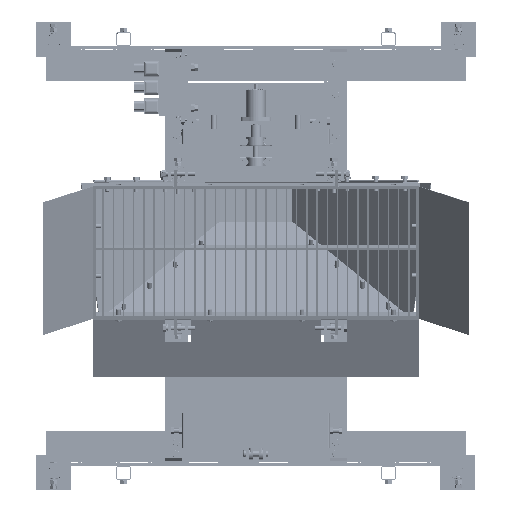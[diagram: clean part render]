
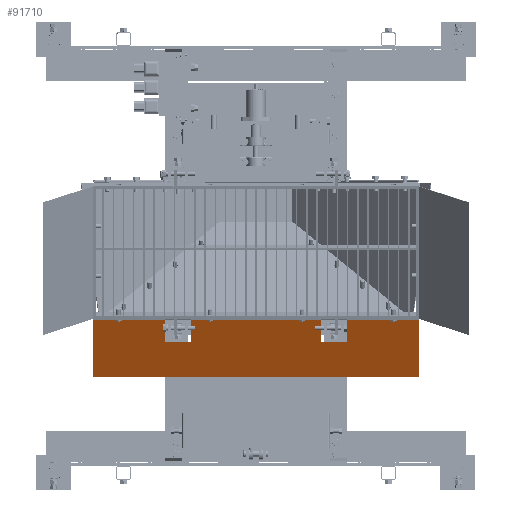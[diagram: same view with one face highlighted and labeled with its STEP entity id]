
A CAD part, top view. The second image highlights one B-rep face of the part: STEP entity #91710.
In plain terms, the highlighted planar face has unit normal (0, -0.481, 0.876).
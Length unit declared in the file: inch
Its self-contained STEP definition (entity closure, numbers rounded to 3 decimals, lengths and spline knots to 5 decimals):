
#34869=VERTEX_POINT('',#148870);
#34870=VERTEX_POINT('',#148871);
#34885=VERTEX_POINT('',#148902);
#34892=VERTEX_POINT('',#148921);
#34894=VERTEX_POINT('',#148925);
#34895=VERTEX_POINT('',#148926);
#34904=VERTEX_POINT('',#148954);
#34908=VERTEX_POINT('',#148963);
#34909=VERTEX_POINT('',#148967);
#34914=VERTEX_POINT('',#148981);
#34915=VERTEX_POINT('',#148983);
#34916=VERTEX_POINT('',#148988);
#41763=VECTOR('',#114590,1.);
#41777=VECTOR('',#114608,1.);
#41782=VECTOR('',#114627,1.);
#41784=VECTOR('',#114634,1.);
#41799=VECTOR('',#114657,1.);
#41800=VECTOR('',#114659,1.);
#41805=VECTOR('',#114665,1.);
#41807=VECTOR('',#114670,1.);
#41809=VECTOR('',#114673,1.);
#41810=VECTOR('',#114674,1.);
#48669=LINE('',#148869,#41763);
#48683=LINE('',#148903,#41777);
#48688=LINE('',#148922,#41782);
#48690=LINE('',#148932,#41784);
#48705=LINE('',#148964,#41799);
#48706=LINE('',#148966,#41800);
#48711=LINE('',#148977,#41805);
#48713=LINE('',#148982,#41807);
#48715=LINE('',#148986,#41809);
#48716=LINE('',#148987,#41810);
#58585=EDGE_CURVE('',#34869,#34870,#48669,.T.);
#58602=EDGE_CURVE('',#34870,#34885,#48683,.T.);
#58613=EDGE_CURVE('',#34892,#34885,#48688,.T.);
#58615=EDGE_CURVE('',#34894,#34895,#48688,.T.);
#58619=EDGE_CURVE('',#34894,#34869,#48690,.T.);
#58638=EDGE_CURVE('',#34904,#34908,#48705,.T.);
#58639=EDGE_CURVE('',#34908,#34909,#48706,.T.);
#58648=EDGE_CURVE('',#34909,#34895,#48711,.T.);
#58651=EDGE_CURVE('',#34914,#34915,#48713,.T.);
#58653=EDGE_CURVE('',#34915,#34892,#48715,.T.);
#58654=EDGE_CURVE('',#34916,#34914,#48716,.T.);
#58655=EDGE_CURVE('',#34904,#34916,#48688,.T.);
#78445=ORIENTED_EDGE('',*,*,#58602,.T.);
#78446=ORIENTED_EDGE('',*,*,#58613,.F.);
#78447=ORIENTED_EDGE('',*,*,#58653,.F.);
#78448=ORIENTED_EDGE('',*,*,#58651,.F.);
#78449=ORIENTED_EDGE('',*,*,#58654,.F.);
#78450=ORIENTED_EDGE('',*,*,#58655,.F.);
#78451=ORIENTED_EDGE('',*,*,#58638,.T.);
#78452=ORIENTED_EDGE('',*,*,#58639,.T.);
#78453=ORIENTED_EDGE('',*,*,#58648,.T.);
#78454=ORIENTED_EDGE('',*,*,#58615,.F.);
#78455=ORIENTED_EDGE('',*,*,#58619,.T.);
#78456=ORIENTED_EDGE('',*,*,#58585,.T.);
#83231=EDGE_LOOP('',(#78445,#78446,#78447,#78448,#78449,#78450,#78451,#78452,
#78453,#78454,#78455,#78456));
#87841=FACE_BOUND('',#83231,.T.);
#91710=ADVANCED_FACE('',(#87841),#151696,.T.);
#97867=AXIS2_PLACEMENT_3D('',#148985,#114672,$);
#114590=DIRECTION('',(-1.,0.,0.));
#114608=DIRECTION('',(0.,0.876,0.481));
#114627=DIRECTION('',(1.,0.,0.));
#114634=DIRECTION('',(0.,-0.876,-0.481));
#114657=DIRECTION('',(0.,-0.876,-0.481));
#114659=DIRECTION('',(-1.,0.,0.));
#114665=DIRECTION('',(0.,0.876,0.481));
#114670=DIRECTION('',(-1.,0.,0.));
#114672=DIRECTION('',(0.,-0.481,0.876));
#114673=DIRECTION('',(0.,0.876,0.481));
#114674=DIRECTION('',(0.,-0.876,-0.481));
#148869=CARTESIAN_POINT('',(-17.00212,-61.28178,163.78114));
#148870=CARTESIAN_POINT('',(-28.28925,-61.28178,163.78114));
#148871=CARTESIAN_POINT('',(-39.71925,-61.28178,163.78114));
#148902=CARTESIAN_POINT('',(-39.71925,-49.85513,170.0577));
#148903=CARTESIAN_POINT('',(-39.71925,-59.32106,164.85815));
#148921=CARTESIAN_POINT('',(-71.12,-49.85513,170.0577));
#148922=CARTESIAN_POINT('',(0.,-49.85513,170.0577));
#148925=CARTESIAN_POINT('',(-28.28925,-49.85513,170.0577));
#148926=CARTESIAN_POINT('',(28.28925,-49.85513,170.0577));
#148932=CARTESIAN_POINT('',(-28.28925,-59.32106,164.85815));
#148954=CARTESIAN_POINT('',(39.71925,-49.85513,170.0577));
#148963=CARTESIAN_POINT('',(39.71925,-61.28178,163.78114));
#148964=CARTESIAN_POINT('',(39.71925,-59.32106,164.85815));
#148966=CARTESIAN_POINT('',(17.00213,-61.28178,163.78114));
#148967=CARTESIAN_POINT('',(28.28925,-61.28178,163.78114));
#148977=CARTESIAN_POINT('',(28.28925,-59.32106,164.85815));
#148981=CARTESIAN_POINT('',(71.12,-76.45343,155.44749));
#148982=CARTESIAN_POINT('',(71.12,-76.45343,155.44749));
#148983=CARTESIAN_POINT('',(-71.12,-76.45343,155.44749));
#148985=CARTESIAN_POINT('',(0.,-63.07366,162.79688));
#148986=CARTESIAN_POINT('',(-71.12,-76.45343,155.44749));
#148987=CARTESIAN_POINT('',(71.12,-49.69388,170.14627));
#148988=CARTESIAN_POINT('',(71.12,-49.85513,170.0577));
#151696=PLANE('',#97867);
